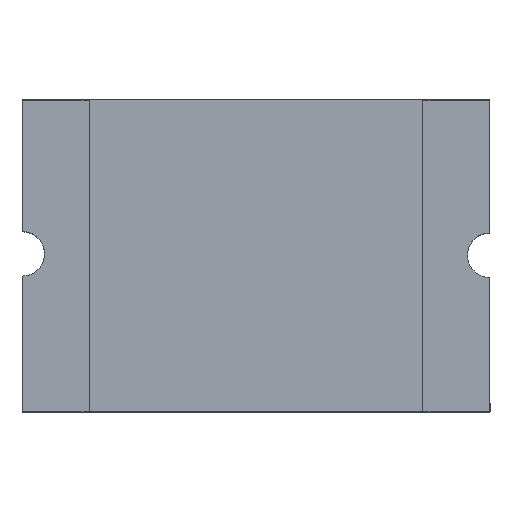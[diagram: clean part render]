
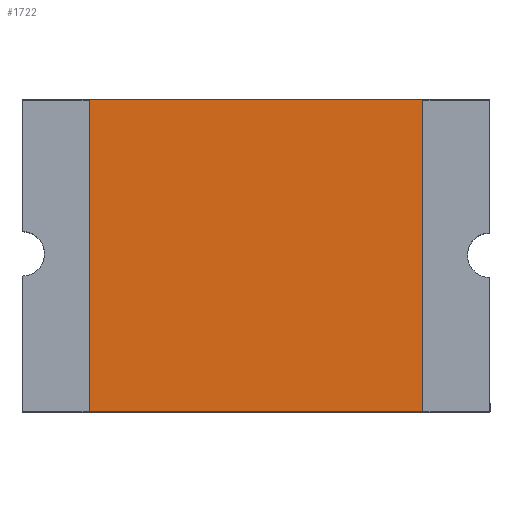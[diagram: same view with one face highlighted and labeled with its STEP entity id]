
A CAD part, top view. The second image highlights one B-rep face of the part: STEP entity #1722.
In plain terms, the highlighted planar face has unit normal (0, 0, 1).
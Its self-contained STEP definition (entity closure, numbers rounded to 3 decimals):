
#76=PLANE('',#1837);
#149=FACE_OUTER_BOUND('',#246,.T.);
#246=EDGE_LOOP('',(#1248,#1249,#1250,#1251,#1252,#1253,#1254,#1255,#1256,
#1257,#1258,#1259,#1260,#1261,#1262,#1263,#1264,#1265,#1266,#1267));
#344=CIRCLE('',#1838,0.15);
#345=CIRCLE('',#1839,0.15);
#346=CIRCLE('',#1840,0.15);
#347=CIRCLE('',#1841,0.15);
#399=LINE('',#2654,#608);
#400=LINE('',#2658,#609);
#401=LINE('',#2660,#610);
#402=LINE('',#2662,#611);
#403=LINE('',#2666,#612);
#404=LINE('',#2668,#613);
#405=LINE('',#2670,#614);
#406=LINE('',#2672,#615);
#407=LINE('',#2674,#616);
#408=LINE('',#2678,#617);
#409=LINE('',#2680,#618);
#410=LINE('',#2682,#619);
#411=LINE('',#2686,#620);
#412=LINE('',#2688,#621);
#413=LINE('',#2690,#622);
#414=LINE('',#2691,#623);
#608=VECTOR('',#1997,1.);
#609=VECTOR('',#2000,1.);
#610=VECTOR('',#2001,1.);
#611=VECTOR('',#2002,1.);
#612=VECTOR('',#2005,1.);
#613=VECTOR('',#2006,1.);
#614=VECTOR('',#2007,1.);
#615=VECTOR('',#2008,1.);
#616=VECTOR('',#2009,1.);
#617=VECTOR('',#2012,1.);
#618=VECTOR('',#2013,1.);
#619=VECTOR('',#2014,1.);
#620=VECTOR('',#2017,1.);
#621=VECTOR('',#2018,1.);
#622=VECTOR('',#2019,1.);
#623=VECTOR('',#2020,1.);
#833=VERTEX_POINT('',#2652);
#834=VERTEX_POINT('',#2653);
#835=VERTEX_POINT('',#2655);
#836=VERTEX_POINT('',#2657);
#837=VERTEX_POINT('',#2659);
#838=VERTEX_POINT('',#2661);
#839=VERTEX_POINT('',#2663);
#840=VERTEX_POINT('',#2665);
#841=VERTEX_POINT('',#2667);
#842=VERTEX_POINT('',#2669);
#843=VERTEX_POINT('',#2671);
#844=VERTEX_POINT('',#2673);
#845=VERTEX_POINT('',#2675);
#846=VERTEX_POINT('',#2677);
#847=VERTEX_POINT('',#2679);
#848=VERTEX_POINT('',#2681);
#849=VERTEX_POINT('',#2683);
#850=VERTEX_POINT('',#2685);
#851=VERTEX_POINT('',#2687);
#852=VERTEX_POINT('',#2689);
#999=EDGE_CURVE('',#833,#834,#399,.T.);
#1000=EDGE_CURVE('',#835,#833,#344,.T.);
#1001=EDGE_CURVE('',#835,#836,#400,.T.);
#1002=EDGE_CURVE('',#836,#837,#401,.T.);
#1003=EDGE_CURVE('',#837,#838,#402,.T.);
#1004=EDGE_CURVE('',#839,#838,#345,.T.);
#1005=EDGE_CURVE('',#840,#839,#403,.T.);
#1006=EDGE_CURVE('',#841,#840,#404,.T.);
#1007=EDGE_CURVE('',#842,#841,#405,.T.);
#1008=EDGE_CURVE('',#843,#842,#406,.T.);
#1009=EDGE_CURVE('',#844,#843,#407,.T.);
#1010=EDGE_CURVE('',#845,#844,#346,.T.);
#1011=EDGE_CURVE('',#845,#846,#408,.T.);
#1012=EDGE_CURVE('',#846,#847,#409,.T.);
#1013=EDGE_CURVE('',#847,#848,#410,.T.);
#1014=EDGE_CURVE('',#849,#848,#347,.T.);
#1015=EDGE_CURVE('',#850,#849,#411,.T.);
#1016=EDGE_CURVE('',#851,#850,#412,.T.);
#1017=EDGE_CURVE('',#852,#851,#413,.T.);
#1018=EDGE_CURVE('',#834,#852,#414,.T.);
#1248=ORIENTED_EDGE('',*,*,#999,.F.);
#1249=ORIENTED_EDGE('',*,*,#1000,.F.);
#1250=ORIENTED_EDGE('',*,*,#1001,.T.);
#1251=ORIENTED_EDGE('',*,*,#1002,.T.);
#1252=ORIENTED_EDGE('',*,*,#1003,.T.);
#1253=ORIENTED_EDGE('',*,*,#1004,.F.);
#1254=ORIENTED_EDGE('',*,*,#1005,.F.);
#1255=ORIENTED_EDGE('',*,*,#1006,.F.);
#1256=ORIENTED_EDGE('',*,*,#1007,.F.);
#1257=ORIENTED_EDGE('',*,*,#1008,.F.);
#1258=ORIENTED_EDGE('',*,*,#1009,.F.);
#1259=ORIENTED_EDGE('',*,*,#1010,.F.);
#1260=ORIENTED_EDGE('',*,*,#1011,.T.);
#1261=ORIENTED_EDGE('',*,*,#1012,.T.);
#1262=ORIENTED_EDGE('',*,*,#1013,.T.);
#1263=ORIENTED_EDGE('',*,*,#1014,.F.);
#1264=ORIENTED_EDGE('',*,*,#1015,.F.);
#1265=ORIENTED_EDGE('',*,*,#1016,.F.);
#1266=ORIENTED_EDGE('',*,*,#1017,.F.);
#1267=ORIENTED_EDGE('',*,*,#1018,.F.);
#1722=ADVANCED_FACE('',(#149),#76,.F.);
#1837=AXIS2_PLACEMENT_3D('',#2651,#1995,#1996);
#1838=AXIS2_PLACEMENT_3D('',#2656,#1998,#1999);
#1839=AXIS2_PLACEMENT_3D('',#2664,#2003,#2004);
#1840=AXIS2_PLACEMENT_3D('',#2676,#2010,#2011);
#1841=AXIS2_PLACEMENT_3D('',#2684,#2015,#2016);
#1995=DIRECTION('center_axis',(0.,0.,-1.));
#1996=DIRECTION('ref_axis',(-1.,0.,0.));
#1997=DIRECTION('',(0.,1.,0.));
#1998=DIRECTION('center_axis',(0.,0.,1.));
#1999=DIRECTION('ref_axis',(1.,0.,0.));
#2000=DIRECTION('',(0.,1.,0.));
#2001=DIRECTION('',(-1.,0.,0.));
#2002=DIRECTION('',(0.,-1.,0.));
#2003=DIRECTION('center_axis',(0.,0.,1.));
#2004=DIRECTION('ref_axis',(1.,0.,0.));
#2005=DIRECTION('',(0.,-1.,0.));
#2006=DIRECTION('',(-1.,0.,0.));
#2007=DIRECTION('',(0.,1.,0.));
#2008=DIRECTION('',(1.,0.,0.));
#2009=DIRECTION('',(0.,-1.,0.));
#2010=DIRECTION('center_axis',(0.,0.,1.));
#2011=DIRECTION('ref_axis',(1.,0.,0.));
#2012=DIRECTION('',(0.,-1.,0.));
#2013=DIRECTION('',(1.,0.,0.));
#2014=DIRECTION('',(0.,1.,0.));
#2015=DIRECTION('center_axis',(0.,0.,1.));
#2016=DIRECTION('ref_axis',(1.,0.,0.));
#2017=DIRECTION('',(0.,1.,0.));
#2018=DIRECTION('',(1.,0.,0.));
#2019=DIRECTION('',(0.,-1.,0.));
#2020=DIRECTION('',(-1.,0.,0.));
#2651=CARTESIAN_POINT('Origin',(0.,0.,0.78));
#2652=CARTESIAN_POINT('',(1.049,0.15,0.78));
#2653=CARTESIAN_POINT('',(1.049,0.699,0.78));
#2654=CARTESIAN_POINT('',(1.049,0.,0.78));
#2655=CARTESIAN_POINT('',(1.05,0.15,0.78));
#2656=CARTESIAN_POINT('Origin',(1.05,0.,0.78));
#2657=CARTESIAN_POINT('',(1.05,0.7,0.78));
#2658=CARTESIAN_POINT('',(1.05,-0.7,0.78));
#2659=CARTESIAN_POINT('',(-1.05,0.7,0.78));
#2660=CARTESIAN_POINT('',(-1.05,0.7,0.78));
#2661=CARTESIAN_POINT('',(-1.05,0.15,0.78));
#2662=CARTESIAN_POINT('',(-1.05,-0.7,0.78));
#2663=CARTESIAN_POINT('',(-1.049,0.15,0.78));
#2664=CARTESIAN_POINT('Origin',(-1.05,0.,0.78));
#2665=CARTESIAN_POINT('',(-1.049,0.699,0.78));
#2666=CARTESIAN_POINT('',(-1.049,0.,0.78));
#2667=CARTESIAN_POINT('',(-0.749,0.699,0.78));
#2668=CARTESIAN_POINT('',(0.,0.699,0.78));
#2669=CARTESIAN_POINT('',(-0.749,-0.699,0.78));
#2670=CARTESIAN_POINT('',(-0.749,0.,0.78));
#2671=CARTESIAN_POINT('',(-1.049,-0.699,0.78));
#2672=CARTESIAN_POINT('',(0.,-0.699,0.78));
#2673=CARTESIAN_POINT('',(-1.049,-0.15,0.78));
#2674=CARTESIAN_POINT('',(-1.049,0.,0.78));
#2675=CARTESIAN_POINT('',(-1.05,-0.15,0.78));
#2676=CARTESIAN_POINT('Origin',(-1.05,0.,0.78));
#2677=CARTESIAN_POINT('',(-1.05,-0.7,0.78));
#2678=CARTESIAN_POINT('',(-1.05,-0.7,0.78));
#2679=CARTESIAN_POINT('',(1.05,-0.7,0.78));
#2680=CARTESIAN_POINT('',(-1.05,-0.7,0.78));
#2681=CARTESIAN_POINT('',(1.05,-0.15,0.78));
#2682=CARTESIAN_POINT('',(1.05,-0.7,0.78));
#2683=CARTESIAN_POINT('',(1.049,-0.15,0.78));
#2684=CARTESIAN_POINT('Origin',(1.05,0.,0.78));
#2685=CARTESIAN_POINT('',(1.049,-0.699,0.78));
#2686=CARTESIAN_POINT('',(1.049,0.,0.78));
#2687=CARTESIAN_POINT('',(0.749,-0.699,0.78));
#2688=CARTESIAN_POINT('',(0.,-0.699,0.78));
#2689=CARTESIAN_POINT('',(0.749,0.699,0.78));
#2690=CARTESIAN_POINT('',(0.749,0.,0.78));
#2691=CARTESIAN_POINT('',(0.,0.699,0.78));
